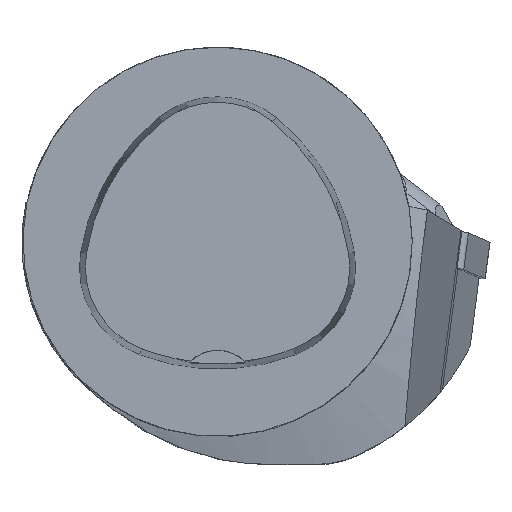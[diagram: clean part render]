
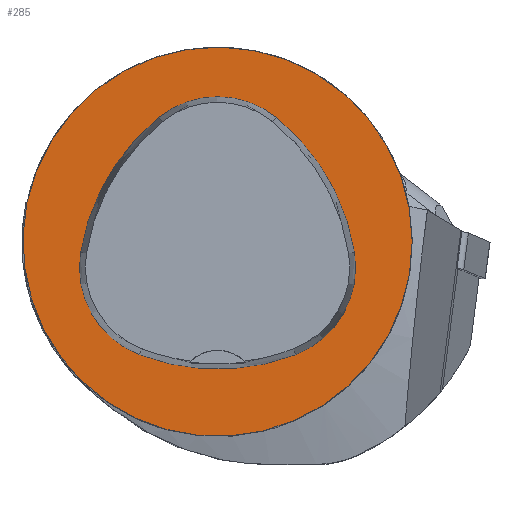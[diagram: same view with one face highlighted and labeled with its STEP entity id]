
A CAD part, top view. The second image highlights one B-rep face of the part: STEP entity #285.
In plain terms, the highlighted planar face has unit normal (0, 0, 1).
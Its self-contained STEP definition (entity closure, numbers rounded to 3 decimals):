
#285=ADVANCED_FACE('',(#706,#707),#363,.T.);
#363=PLANE('',#1947);
#706=FACE_BOUND('',#753,.T.);
#707=FACE_BOUND('',#754,.T.);
#753=EDGE_LOOP('',(#1029,#1030,#1031,#1032,#1033,#1034));
#754=EDGE_LOOP('',(#1035));
#1029=ORIENTED_EDGE('',*,*,#1619,.F.);
#1030=ORIENTED_EDGE('',*,*,#1614,.F.);
#1031=ORIENTED_EDGE('',*,*,#1609,.F.);
#1032=ORIENTED_EDGE('',*,*,#1606,.F.);
#1033=ORIENTED_EDGE('',*,*,#1603,.F.);
#1034=ORIENTED_EDGE('',*,*,#1599,.F.);
#1035=ORIENTED_EDGE('',*,*,#1590,.T.);
#1402=VERTEX_POINT('',#2897);
#1411=VERTEX_POINT('',#2916);
#1412=VERTEX_POINT('',#2917);
#1415=VERTEX_POINT('',#2925);
#1417=VERTEX_POINT('',#2931);
#1419=VERTEX_POINT('',#2937);
#1423=VERTEX_POINT('',#2950);
#1590=EDGE_CURVE('',#1402,#1402,#1741,.T.);
#1599=EDGE_CURVE('',#1411,#1412,#1742,.T.);
#1603=EDGE_CURVE('',#1412,#1415,#1744,.T.);
#1606=EDGE_CURVE('',#1415,#1417,#1746,.T.);
#1609=EDGE_CURVE('',#1417,#1419,#1748,.T.);
#1614=EDGE_CURVE('',#1419,#1423,#1751,.T.);
#1619=EDGE_CURVE('',#1423,#1411,#1754,.T.);
#1741=CIRCLE('',#1919,25.);
#1742=CIRCLE('',#1925,28.);
#1744=CIRCLE('',#1928,12.);
#1746=CIRCLE('',#1931,28.);
#1748=CIRCLE('',#1934,12.);
#1751=CIRCLE('',#1938,28.);
#1754=CIRCLE('',#1942,12.);
#1919=AXIS2_PLACEMENT_3D('',#2896,#2233,#2234);
#1925=AXIS2_PLACEMENT_3D('',#2915,#2249,#2250);
#1928=AXIS2_PLACEMENT_3D('',#2924,#2257,#2258);
#1931=AXIS2_PLACEMENT_3D('',#2930,#2264,#2265);
#1934=AXIS2_PLACEMENT_3D('',#2936,#2271,#2272);
#1938=AXIS2_PLACEMENT_3D('',#2949,#2280,#2281);
#1942=AXIS2_PLACEMENT_3D('',#2962,#2289,#2290);
#1947=AXIS2_PLACEMENT_3D('',#2967,#2299,#2300);
#2233=DIRECTION('',(0.,0.,1.));
#2234=DIRECTION('',(1.,0.,0.));
#2249=DIRECTION('',(0.,0.,1.));
#2250=DIRECTION('',(1.,0.,0.));
#2257=DIRECTION('',(0.,0.,1.));
#2258=DIRECTION('',(1.,0.,0.));
#2264=DIRECTION('',(0.,0.,1.));
#2265=DIRECTION('',(1.,0.,0.));
#2271=DIRECTION('',(0.,0.,1.));
#2272=DIRECTION('',(1.,0.,0.));
#2280=DIRECTION('',(0.,0.,1.));
#2281=DIRECTION('',(1.,0.,0.));
#2289=DIRECTION('',(0.,0.,1.));
#2290=DIRECTION('',(1.,0.,0.));
#2299=DIRECTION('',(0.,0.,1.));
#2300=DIRECTION('',(-1.,0.,0.));
#2896=CARTESIAN_POINT('',(0.,0.,0.));
#2897=CARTESIAN_POINT('',(25.,0.,0.));
#2915=CARTESIAN_POINT('',(-10.068,-5.824,0.));
#2916=CARTESIAN_POINT('',(17.584,-1.424,0.));
#2917=CARTESIAN_POINT('',(7.531,15.953,0.));
#2924=CARTESIAN_POINT('',(-0.011,6.62,0.));
#2925=CARTESIAN_POINT('',(-7.567,15.942,0.));
#2930=CARTESIAN_POINT('',(10.063,-5.81,0.));
#2931=CARTESIAN_POINT('',(-17.59,-1.418,0.));
#2936=CARTESIAN_POINT('',(-5.739,-3.3,0.));
#2937=CARTESIAN_POINT('',(-10.05,-14.499,0.));
#2949=CARTESIAN_POINT('',(0.01,11.631,0.));
#2950=CARTESIAN_POINT('',(10.025,-14.516,0.));
#2962=CARTESIAN_POINT('',(5.733,-3.31,0.));
#2967=CARTESIAN_POINT('',(0.,0.,0.));
